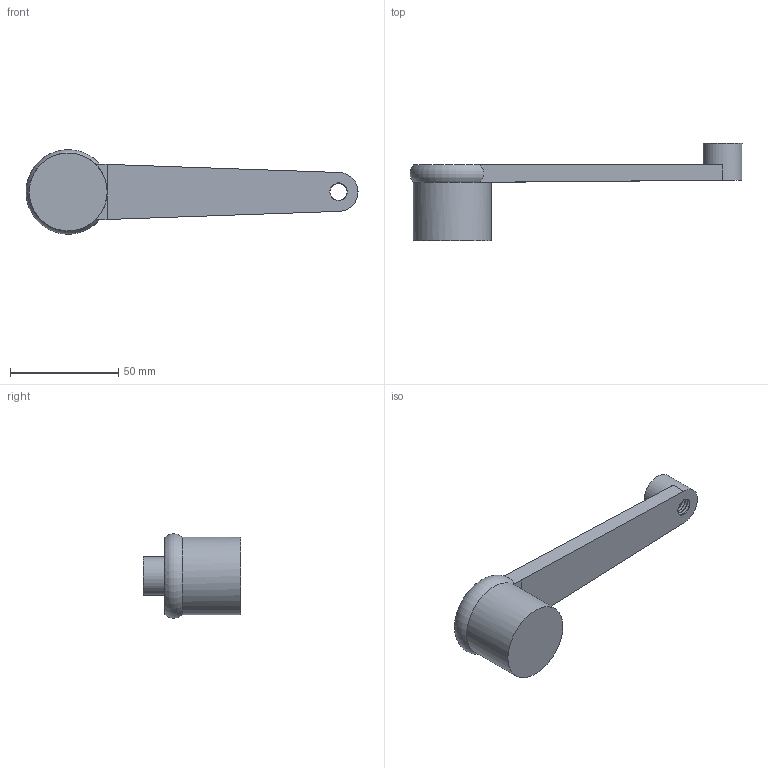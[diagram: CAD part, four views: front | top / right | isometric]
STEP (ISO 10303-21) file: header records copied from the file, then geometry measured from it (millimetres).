
FILE_DESCRIPTION(/* description */ (''),/* implementation_level */ '2;1');
FILE_NAME(/* name */ 'QA_125_N.dxf',/* time_stamp */ '2012-11-23T16:40:46+08:00',/* author */ (''),/* organization */ (''),/* preprocessor_version */ 'ST-DEVELOPER v9',/* originating_system */ 'UGS - NX 4.0',/* authorisation */ '');
FILE_SCHEMA (('CONFIG_CONTROL_DESIGN'));
Length unit declared in the file: millimetre
Products named in the file (1): AdmiDC93xmrq
Bounding box: 153.5 x 45 x 38.98 mm (x, y, z)
Volume: 56061.7 mm3; surface area: 14069.4 mm2
Topology: 1 solids, 1 shells, 16 faces, 39 edges, 25 vertices
Faces by surface type: plane 9, cylinder 4, bspline 2, torus 1
Full cylindrical faces by diameter (mm): 18 x1, 36 x1
Entity records: 2415 total; most frequent: CARTESIAN_POINT 1979, ORIENTED_EDGE 72, DIRECTION 66, EDGE_CURVE 36, AXIS2_PLACEMENT_3D 26, VERTEX_POINT 24, EDGE_LOOP 20, ADVANCED_FACE 16
